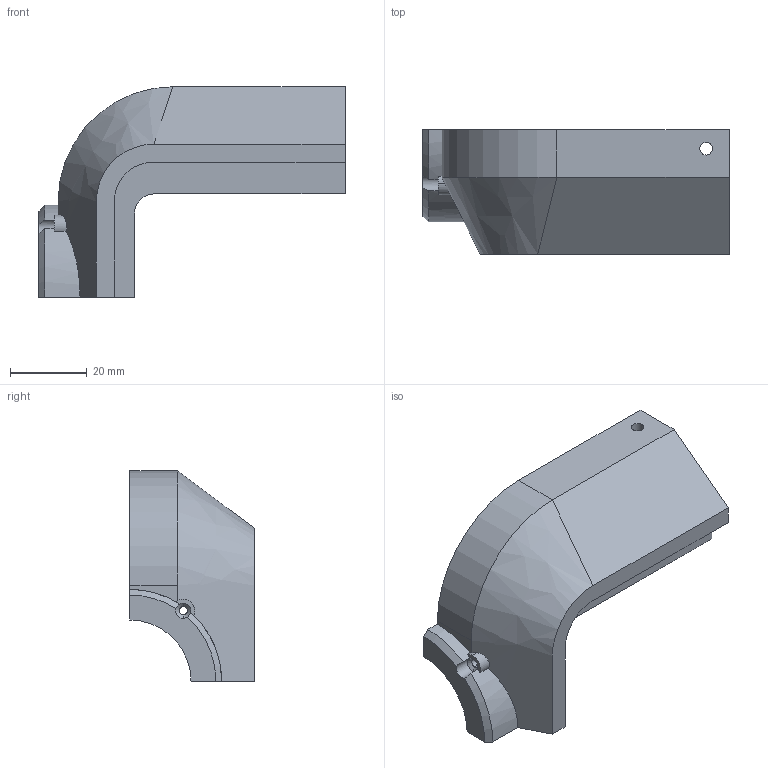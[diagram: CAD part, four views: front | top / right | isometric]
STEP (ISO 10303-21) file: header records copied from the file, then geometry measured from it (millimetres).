
FILE_DESCRIPTION (( 'STEP AP203' ), '1' );
FILE_NAME ('Body_Bottom_3.STEP', '2024-10-28T17:09:20', ( '' ), ( '' ), 'SwSTEP 2.0', 'SolidWorks 2023', '' );
FILE_SCHEMA (( 'CONFIG_CONTROL_DESIGN' ));
Length unit declared in the file: millimetre
Products named in the file (1): Body_Bottom_3
Bounding box: 80 x 32.5 x 55 mm (x, y, z)
Volume: 21123 mm3; surface area: 10961.9 mm2
Topology: 1 solids, 1 shells, 56 faces, 152 edges, 100 vertices
Faces by surface type: plane 28, cylinder 18, cone 6, bspline 4
Entity records: 2707 total; most frequent: CARTESIAN_POINT 1225, ORIENTED_EDGE 304, DIRECTION 277, EDGE_CURVE 152, VERTEX_POINT 100, AXIS2_PLACEMENT_3D 95, LINE 87, VECTOR 87
